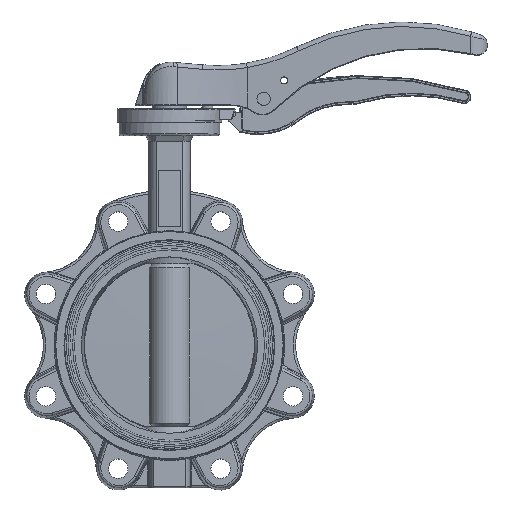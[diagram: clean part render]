
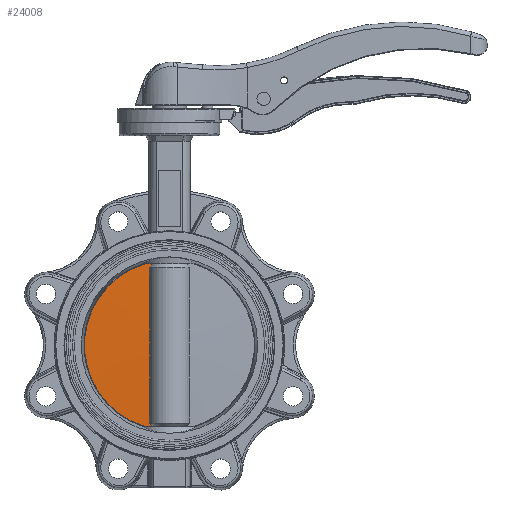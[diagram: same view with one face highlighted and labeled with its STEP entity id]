
A CAD part, top view. The second image highlights one B-rep face of the part: STEP entity #24008.
In plain terms, the highlighted conical face has half-angle 88.82 degrees and reference radius 48548.9 mm.
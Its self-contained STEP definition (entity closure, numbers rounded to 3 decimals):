
#8776 = CARTESIAN_POINT ( 'NONE',  ( -21.347, 73.15, 4. ) ) ;
#8848 = CARTESIAN_POINT ( 'NONE',  ( -14.759, 73.15, 4.032 ) ) ;
#8850 = B_SPLINE_CURVE_WITH_KNOTS ( 'NONE', 3,
 ( #8848, #8910, #8909, #8908 ),
 .UNSPECIFIED., .F., .F.,
 ( 4, 4 ),
 ( 0.015, 0.021 ),
 .UNSPECIFIED. ) ;
#8856 = CARTESIAN_POINT ( 'NONE',  ( -14.759, 73.15, 4.032 ) ) ;
#8908 = CARTESIAN_POINT ( 'NONE',  ( -21.347, 73.15, 4. ) ) ;
#8909 = CARTESIAN_POINT ( 'NONE',  ( -19.151, 73.15, 4.013 ) ) ;
#8910 = CARTESIAN_POINT ( 'NONE',  ( -16.955, 73.15, 4.024 ) ) ;
#8917 = CARTESIAN_POINT ( 'NONE',  ( -14.759, -73.15, 4.032 ) ) ;
#8919 = CARTESIAN_POINT ( 'NONE',  ( -21.347, -73.15, 4. ) ) ;
#8936 = CARTESIAN_POINT ( 'NONE',  ( -14.759, -73.15, 4.032 ) ) ;
#8937 = CARTESIAN_POINT ( 'NONE',  ( -16.955, -73.15, 4.024 ) ) ;
#8938 = CARTESIAN_POINT ( 'NONE',  ( -19.151, -73.15, 4.013 ) ) ;
#8939 = CARTESIAN_POINT ( 'NONE',  ( -21.347, -73.15, 4. ) ) ;
#8942 = B_SPLINE_CURVE_WITH_KNOTS ( 'NONE', 3,
 ( #8939, #8938, #8937, #8936 ),
 .UNSPECIFIED., .F., .F.,
 ( 4, 4 ),
 ( 0.025, 0.031 ),
 .UNSPECIFIED. ) ;
#10458 = EDGE_CURVE ( 'NONE', #17549, #10553, #46286, .T. ) ;
#10476 = EDGE_CURVE ( 'NONE', #10536, #17536, #46214, .T. ) ;
#10536 = VERTEX_POINT ( 'NONE', #49052 ) ;
#10553 = VERTEX_POINT ( 'NONE', #50708 ) ;
#10577 = EDGE_CURVE ( 'NONE', #17550, #17500, #47428, .T. ) ;
#10618 = EDGE_CURVE ( 'NONE', #10553, #10536, #23405, .T. ) ;
#17500 = VERTEX_POINT ( 'NONE', #8776 ) ;
#17534 = EDGE_CURVE ( 'NONE', #17536, #17500, #8850, .T. ) ;
#17536 = VERTEX_POINT ( 'NONE', #8856 ) ;
#17549 = VERTEX_POINT ( 'NONE', #8917 ) ;
#17550 = VERTEX_POINT ( 'NONE', #8919 ) ;
#17563 = EDGE_CURVE ( 'NONE', #17550, #17549, #8942, .T. ) ;
#21011 = CARTESIAN_POINT ( 'NONE',  ( -17.848, -29.147, 4.868 ) ) ;
#21012 = CARTESIAN_POINT ( 'NONE',  ( -17.934, -46.634, 4.546 ) ) ;
#21209 = CARTESIAN_POINT ( 'NONE',  ( -17.991, -58.292, 4.314 ) ) ;
#21245 = CARTESIAN_POINT ( 'NONE',  ( -17.772, -11.659, 5.14 ) ) ;
#21247 = CARTESIAN_POINT ( 'NONE',  ( -17.82, -23.318, 4.971 ) ) ;
#21268 = CARTESIAN_POINT ( 'NONE',  ( -18.044, 69.95, 4.082 ) ) ;
#21273 = CARTESIAN_POINT ( 'NONE',  ( -17.848, 29.149, 4.868 ) ) ;
#21289 = CARTESIAN_POINT ( 'NONE',  ( -17.753, -5.829, 5.204 ) ) ;
#21315 = CARTESIAN_POINT ( 'NONE',  ( -17.991, 58.293, 4.314 ) ) ;
#21317 = CARTESIAN_POINT ( 'NONE',  ( -17.934, 46.635, 4.546 ) ) ;
#21318 = CARTESIAN_POINT ( 'NONE',  ( -17.772, 11.662, 5.14 ) ) ;
#21394 = CARTESIAN_POINT ( 'NONE',  ( -17.753, 5.832, 5.204 ) ) ;
#21428 = CARTESIAN_POINT ( 'NONE',  ( -17.82, 23.32, 4.971 ) ) ;
#23405 = B_SPLINE_CURVE_WITH_KNOTS ( 'NONE', 3,
 ( #23436, #21209, #21012, #21011, #21247, #21245, #21289, #21394, #21318, #21428, #21273, #21317, #21315, #21268 ),
 .UNSPECIFIED., .F., .F.,
 ( 4, 2, 2, 2, 2, 2, 4 ),
 ( 0.012, 0.047, 0.064, 0.082, 0.099, 0.117, 0.152 ),
 .UNSPECIFIED. ) ;
#23436 = CARTESIAN_POINT ( 'NONE',  ( -18.044, -69.95, 4.082 ) ) ;
#23917 = ORIENTED_EDGE ( 'NONE', *, *, #10458, .T. ) ;
#24008 = ADVANCED_FACE ( 'NONE', ( #48418 ), #48559, .T. ) ;
#24036 = ORIENTED_EDGE ( 'NONE', *, *, #17534, .T. ) ;
#24186 = ORIENTED_EDGE ( 'NONE', *, *, #10577, .F. ) ;
#24194 = ORIENTED_EDGE ( 'NONE', *, *, #10476, .T. ) ;
#24228 = ORIENTED_EDGE ( 'NONE', *, *, #10618, .T. ) ;
#24292 = ORIENTED_EDGE ( 'NONE', *, *, #17563, .T. ) ;
#28939 = EDGE_LOOP ( 'NONE', ( #24194, #24036, #24186, #24292, #23917, #24228 ) ) ;
#45643 = CARTESIAN_POINT ( 'NONE',  ( -16.952, -71.019, 4.066 ) ) ;
#45648 = CARTESIAN_POINT ( 'NONE',  ( -18.044, -69.95, 4.082 ) ) ;
#46214 = B_SPLINE_CURVE_WITH_KNOTS ( 'NONE', 3,
 ( #46301, #46282, #46298, #46291 ),
 .UNSPECIFIED., .F., .F.,
 ( 4, 4 ),
 ( 0., 0.005 ),
 .UNSPECIFIED. ) ;
#46282 = CARTESIAN_POINT ( 'NONE',  ( -16.952, 71.019, 4.066 ) ) ;
#46286 = B_SPLINE_CURVE_WITH_KNOTS ( 'NONE', 3,
 ( #46290, #46289, #45643, #45648 ),
 .UNSPECIFIED., .F., .F.,
 ( 4, 4 ),
 ( 0.003, 0.007 ),
 .UNSPECIFIED. ) ;
#46289 = CARTESIAN_POINT ( 'NONE',  ( -15.857, -72.086, 4.049 ) ) ;
#46290 = CARTESIAN_POINT ( 'NONE',  ( -14.759, -73.15, 4.032 ) ) ;
#46291 = CARTESIAN_POINT ( 'NONE',  ( -14.759, 73.15, 4.032 ) ) ;
#46298 = CARTESIAN_POINT ( 'NONE',  ( -15.857, 72.086, 4.049 ) ) ;
#46301 = CARTESIAN_POINT ( 'NONE',  ( -18.044, 69.95, 4.082 ) ) ;
#46759 = DIRECTION ( 'NONE',  ( -1., 0., 0. ) ) ;
#47341 = DIRECTION ( 'NONE',  ( 0., 0., -1. ) ) ;
#47344 = CARTESIAN_POINT ( 'NONE',  ( 0., 0., 4. ) ) ;
#47371 = AXIS2_PLACEMENT_3D ( 'NONE', #47344, #47341, #46759 ) ;
#47428 = CIRCLE ( 'NONE', #47371, 76.201 ) ;
#48418 = FACE_OUTER_BOUND ( 'NONE', #28939, .T. ) ;
#48456 = AXIS2_PLACEMENT_3D ( 'NONE', #48543, #48547, #48511 ) ;
#48511 = DIRECTION ( 'NONE',  ( -1., 0., 0. ) ) ;
#48543 = CARTESIAN_POINT ( 'NONE',  ( 0., 0., -994.43 ) ) ;
#48547 = DIRECTION ( 'NONE',  ( 0., 0., -1. ) ) ;
#48559 = CONICAL_SURFACE ( 'NONE', #48456, 48548.88, 1.55 ) ;
#49052 = CARTESIAN_POINT ( 'NONE',  ( -18.044, 69.95, 4.082 ) ) ;
#50708 = CARTESIAN_POINT ( 'NONE',  ( -18.044, -69.95, 4.082 ) ) ;
